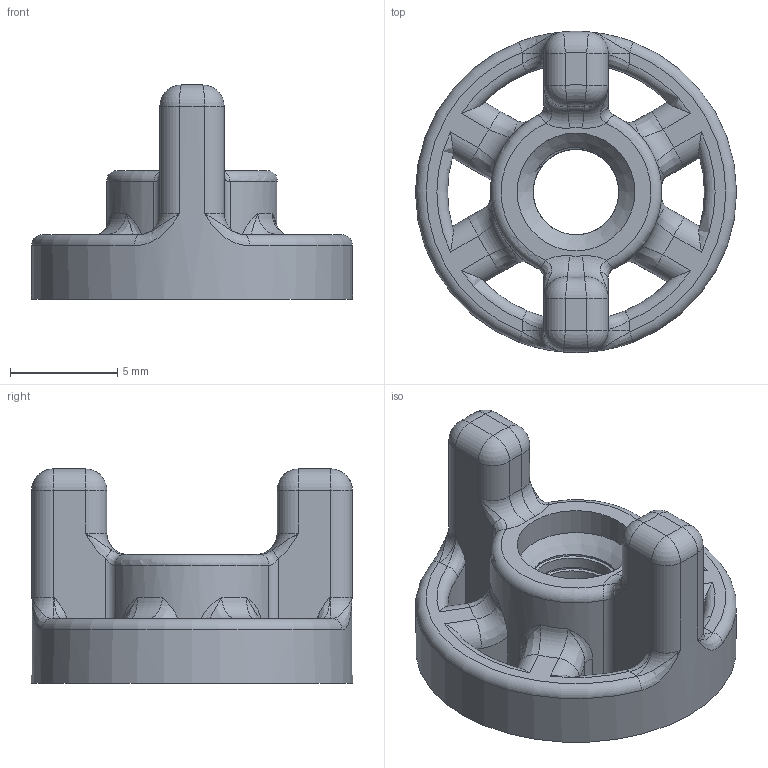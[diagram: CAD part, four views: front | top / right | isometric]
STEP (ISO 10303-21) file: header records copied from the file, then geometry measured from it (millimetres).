
FILE_DESCRIPTION(('STEP AP214'), '1');
FILE_NAME('Ñòîïîð çàãëóøêà äëÿ êàðíèçà', '', ('UNSPECIFIED'), ('UNSPECIFIED'), 'C3D Converter', 'C3D Toolkit', '');
FILE_SCHEMA(('AUTOMOTIVE_DESIGN { 1 0 10303 214 3 1 1}'));
Length unit declared in the file: millimetre
Bounding box: 15 x 15 x 10 mm (x, y, z)
Volume: 641 mm3; surface area: 820.9 mm2
Topology: 1 solids, 1 shells, 147 faces, 401 edges, 227 vertices
Faces by surface type: cylinder 59, bspline 33, torus 28, plane 18, sphere 8, cone 1
Full cylindrical faces by diameter (mm): 5.5 x1, 15 x1
Entity records: 10691 total; most frequent: CARTESIAN_POINT 7402, ORIENTED_EDGE 750, DIRECTION 591, EDGE_CURVE 375, AXIS2_PLACEMENT_3D 243, VERTEX_POINT 227, EDGE_LOOP 158, FACE_BOUND 154
